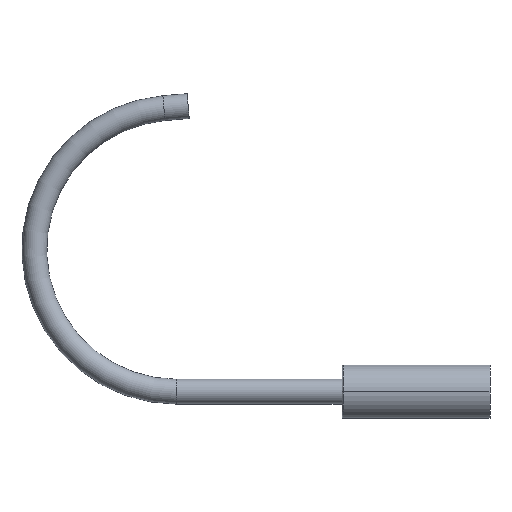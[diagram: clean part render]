
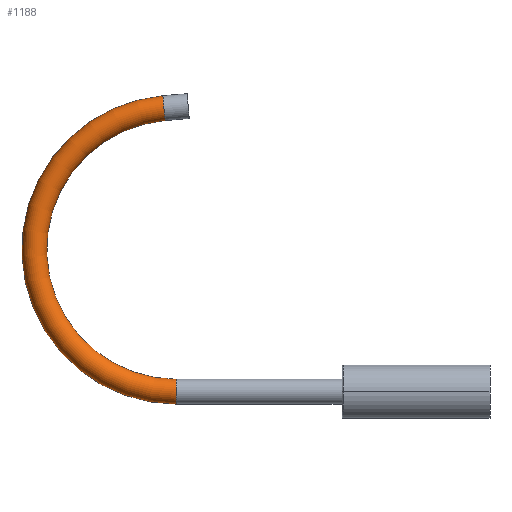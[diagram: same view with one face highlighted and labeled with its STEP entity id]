
A CAD part, left-side view. The second image highlights one B-rep face of the part: STEP entity #1188.
In plain terms, the highlighted toroidal (fillet/blend) face has major radius 3048 mm and minor radius 266.7 mm.
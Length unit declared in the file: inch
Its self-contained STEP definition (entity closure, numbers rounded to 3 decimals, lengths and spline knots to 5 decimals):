
#248=CARTESIAN_POINT('',(0.,265.,0.));
#249=DIRECTION('',(0.,1.,0.));
#250=DIRECTION('',(0.,0.,-1.));
#251=AXIS2_PLACEMENT_3D('',#248,#249,#250);
#253=CARTESIAN_POINT('',(0.,265.,120.));
#254=DIRECTION('',(1.,0.,0.));
#255=DIRECTION('',(0.,0.,-1.));
#256=AXIS2_PLACEMENT_3D('',#253,#254,#255);
#263=CARTESIAN_POINT('',(0.,265.,120.));
#264=DIRECTION('',(1.,0.,0.));
#265=DIRECTION('',(0.,0.,-1.));
#266=AXIS2_PLACEMENT_3D('',#263,#264,#265);
#277=CARTESIAN_POINT('',(0.,275.45869,239.54336));
#278=DIRECTION('',(0.,-0.996,0.087));
#279=DIRECTION('',(0.,0.087,0.996));
#280=AXIS2_PLACEMENT_3D('',#277,#278,#279);
#649=CARTESIAN_POINT('',(0.,265.,10.5));
#650=CARTESIAN_POINT('',(0.,265.,-10.5));
#651=VERTEX_POINT('',#649);
#652=VERTEX_POINT('',#650);
#653=CARTESIAN_POINT('',(0.,274.54355,229.08332));
#654=CARTESIAN_POINT('',(0.,276.37382,250.00341));
#655=VERTEX_POINT('',#653);
#656=VERTEX_POINT('',#654);
#1174=CARTESIAN_POINT('',(0.,265.,120.));
#1175=DIRECTION('',(1.,0.,0.));
#1176=DIRECTION('',(0.,0.,1.));
#1177=AXIS2_PLACEMENT_3D('',#1174,#1175,#1176);
#1178=TOROIDAL_SURFACE('',#1177,120.,10.5);
#1179=ORIENTED_EDGE('',*,*,#1168,.F.);
#1181=ORIENTED_EDGE('',*,*,#1180,.T.);
#1183=ORIENTED_EDGE('',*,*,#1182,.T.);
#1185=ORIENTED_EDGE('',*,*,#1184,.F.);
#1186=EDGE_LOOP('',(#1179,#1181,#1183,#1185));
#1187=FACE_OUTER_BOUND('',#1186,.F.);
#1188=ADVANCED_FACE('',(#1187),#1178,.T.);
#252=CIRCLE('',#251,10.5);
#257=CIRCLE('',#256,130.5);
#267=CIRCLE('',#266,109.5);
#281=CIRCLE('',#280,10.5);
#1168=EDGE_CURVE('',#652,#651,#252,.T.);
#1180=EDGE_CURVE('',#652,#656,#257,.T.);
#1182=EDGE_CURVE('',#656,#655,#281,.T.);
#1184=EDGE_CURVE('',#651,#655,#267,.T.);
